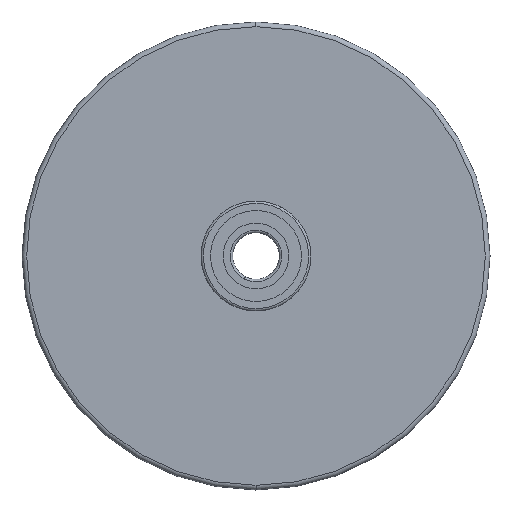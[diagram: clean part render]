
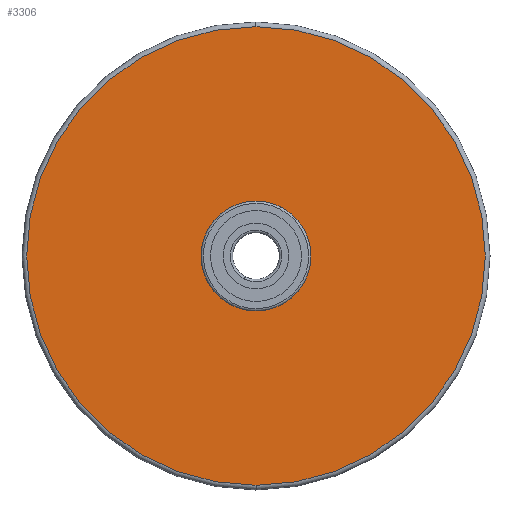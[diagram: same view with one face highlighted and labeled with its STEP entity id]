
A CAD part, left-side view. The second image highlights one B-rep face of the part: STEP entity #3306.
In plain terms, the highlighted planar face has unit normal (-1, 0, 0).
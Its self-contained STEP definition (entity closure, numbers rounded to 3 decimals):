
#87 = CARTESIAN_POINT ( 'NONE',  ( -30., 0., 0. ) ) ;
#127 = DIRECTION ( 'NONE',  ( 1., 0., 0. ) ) ;
#141 = AXIS2_PLACEMENT_3D ( 'NONE', #4702, #1858, #5161 ) ;
#186 = ORIENTED_EDGE ( 'NONE', *, *, #1285, .T. ) ;
#189 = DIRECTION ( 'NONE',  ( -1., 0., 0. ) ) ;
#278 = EDGE_LOOP ( 'NONE', ( #3962, #186 ) ) ;
#288 = PLANE ( 'NONE',  #141 ) ;
#358 = EDGE_CURVE ( 'NONE', #1555, #3258, #4089, .T. ) ;
#409 = CIRCLE ( 'NONE', #4825, 23.5 ) ;
#620 = DIRECTION ( 'NONE',  ( 1., 0., 0. ) ) ;
#981 = CIRCLE ( 'NONE', #4447, 23.5 ) ;
#1285 = EDGE_CURVE ( 'NONE', #3219, #2677, #409, .T. ) ;
#1452 = ORIENTED_EDGE ( 'NONE', *, *, #358, .T. ) ;
#1469 = CARTESIAN_POINT ( 'NONE',  ( -30., 0., 0. ) ) ;
#1478 = FACE_OUTER_BOUND ( 'NONE', #3319, .T. ) ;
#1513 = FACE_BOUND ( 'NONE', #278, .T. ) ;
#1555 = VERTEX_POINT ( 'NONE', #2902 ) ;
#1858 = DIRECTION ( 'NONE',  ( 1., 0., 0. ) ) ;
#2142 = EDGE_CURVE ( 'NONE', #3258, #1555, #4177, .T. ) ;
#2316 = EDGE_CURVE ( 'NONE', #2677, #3219, #981, .T. ) ;
#2403 = CARTESIAN_POINT ( 'NONE',  ( -30., 0., 0. ) ) ;
#2669 = AXIS2_PLACEMENT_3D ( 'NONE', #87, #189, #4561 ) ;
#2677 = VERTEX_POINT ( 'NONE', #3226 ) ;
#2712 = DIRECTION ( 'NONE',  ( 0., 0., -1. ) ) ;
#2902 = CARTESIAN_POINT ( 'NONE',  ( -30., 0., -98. ) ) ;
#2968 = CARTESIAN_POINT ( 'NONE',  ( -30., 0., 23.5 ) ) ;
#2971 = CARTESIAN_POINT ( 'NONE',  ( -30., 0., 0. ) ) ;
#3219 = VERTEX_POINT ( 'NONE', #2968 ) ;
#3226 = CARTESIAN_POINT ( 'NONE',  ( -30., 0., -23.5 ) ) ;
#3258 = VERTEX_POINT ( 'NONE', #4171 ) ;
#3306 = ADVANCED_FACE ( 'NONE', ( #1513, #1478 ), #288, .F. ) ;
#3319 = EDGE_LOOP ( 'NONE', ( #1452, #4290 ) ) ;
#3330 = DIRECTION ( 'NONE',  ( 0., 0., -1. ) ) ;
#3337 = AXIS2_PLACEMENT_3D ( 'NONE', #2403, #4330, #2712 ) ;
#3962 = ORIENTED_EDGE ( 'NONE', *, *, #2316, .T. ) ;
#4089 = CIRCLE ( 'NONE', #2669, 98. ) ;
#4171 = CARTESIAN_POINT ( 'NONE',  ( -30., 0., 98. ) ) ;
#4177 = CIRCLE ( 'NONE', #3337, 98. ) ;
#4290 = ORIENTED_EDGE ( 'NONE', *, *, #2142, .T. ) ;
#4311 = DIRECTION ( 'NONE',  ( 0., 0., -1. ) ) ;
#4330 = DIRECTION ( 'NONE',  ( -1., 0., 0. ) ) ;
#4447 = AXIS2_PLACEMENT_3D ( 'NONE', #2971, #127, #3330 ) ;
#4561 = DIRECTION ( 'NONE',  ( 0., 0., -1. ) ) ;
#4702 = CARTESIAN_POINT ( 'NONE',  ( -30., 0., 0. ) ) ;
#4825 = AXIS2_PLACEMENT_3D ( 'NONE', #1469, #620, #4311 ) ;
#5161 = DIRECTION ( 'NONE',  ( 0., 0., -1. ) ) ;
